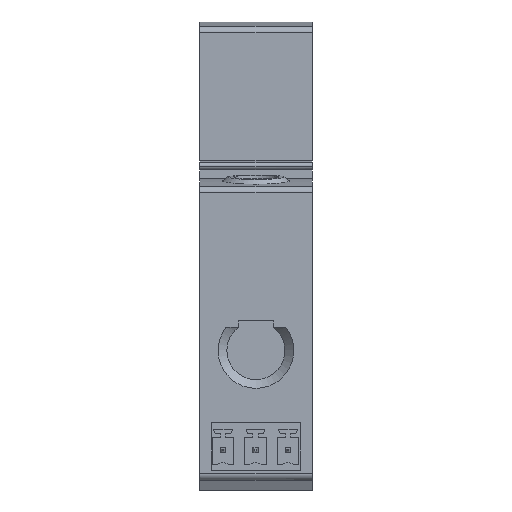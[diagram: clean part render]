
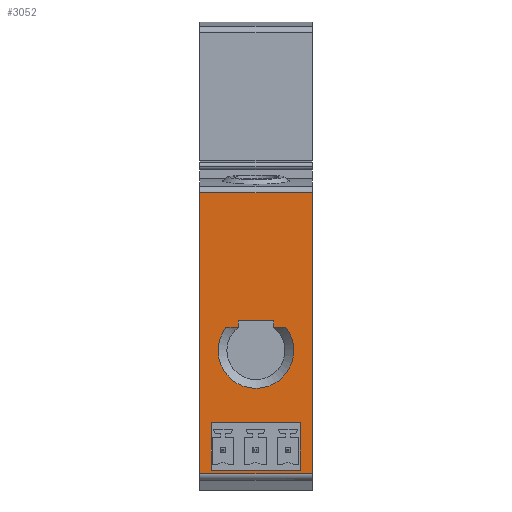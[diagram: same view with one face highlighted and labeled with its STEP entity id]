
A CAD part, front view. The second image highlights one B-rep face of the part: STEP entity #3052.
In plain terms, the highlighted planar face has unit normal (0, -1, 0).
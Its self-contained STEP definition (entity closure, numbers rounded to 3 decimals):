
#343=CARTESIAN_POINT('',(8.95,-41.4,-16.761));
#345=DIRECTION('',(0.,0.,1.));
#346=VECTOR('',#345,44.561);
#347=CARTESIAN_POINT('',(8.95,-41.4,-16.761));
#348=LINE('',#347,#346);
#414=DIRECTION('',(0.,0.,-1.));
#415=VECTOR('',#414,44.561);
#416=CARTESIAN_POINT('',(-8.925,-41.4,27.8));
#417=LINE('',#416,#415);
#527=DIRECTION('',(1.,0.,0.));
#528=VECTOR('',#527,17.875);
#529=CARTESIAN_POINT('',(-8.925,-41.4,27.8));
#530=LINE('',#529,#528);
#531=DIRECTION('',(-1.,0.,0.));
#532=VECTOR('',#531,1.962);
#533=CARTESIAN_POINT('',(-2.8,-41.4,6.45));
#534=LINE('',#533,#532);
#535=CARTESIAN_POINT('',(0.,-41.4,2.8));
#536=DIRECTION('',(0.,-1.,0.));
#537=DIRECTION('',(-0.794,0.,0.608));
#538=AXIS2_PLACEMENT_3D('',#535,#536,#537);
#540=CARTESIAN_POINT('',(0.,-41.4,2.8));
#541=DIRECTION('',(0.,-1.,0.));
#542=DIRECTION('',(-1.,0.,0.));
#543=AXIS2_PLACEMENT_3D('',#540,#541,#542);
#545=CARTESIAN_POINT('',(0.,-41.4,2.8));
#546=DIRECTION('',(0.,-1.,0.));
#547=DIRECTION('',(1.,0.,0.));
#548=AXIS2_PLACEMENT_3D('',#545,#546,#547);
#550=DIRECTION('',(-1.,0.,0.));
#551=VECTOR('',#550,1.962);
#552=CARTESIAN_POINT('',(4.762,-41.4,6.45));
#553=LINE('',#552,#551);
#558=DIRECTION('',(1.,0.,0.));
#559=VECTOR('',#558,17.875);
#560=CARTESIAN_POINT('',(-8.925,-41.4,-16.761));
#561=LINE('',#560,#559);
#1163=DIRECTION('',(1.,0.,0.));
#1164=VECTOR('',#1163,5.6);
#1165=CARTESIAN_POINT('',(-2.8,-41.4,7.5));
#1166=LINE('',#1165,#1164);
#1171=DIRECTION('',(0.,0.,-1.));
#1172=VECTOR('',#1171,1.05);
#1173=CARTESIAN_POINT('',(2.8,-41.4,7.5));
#1174=LINE('',#1173,#1172);
#1220=DIRECTION('',(0.,0.,1.));
#1221=VECTOR('',#1220,1.05);
#1222=CARTESIAN_POINT('',(-2.8,-41.4,6.45));
#1223=LINE('',#1222,#1221);
#1255=DIRECTION('',(-1.,0.,0.));
#1256=VECTOR('',#1255,14.11);
#1257=CARTESIAN_POINT('',(7.06,-41.4,
-16.174));
#1258=LINE('',#1257,#1256);
#1263=DIRECTION('',(0.,0.,1.));
#1264=VECTOR('',#1263,7.548);
#1265=CARTESIAN_POINT('',(-7.05,-41.4,-16.174));
#1266=LINE('',#1265,#1264);
#1271=DIRECTION('',(1.,0.,0.));
#1272=VECTOR('',#1271,14.11);
#1273=CARTESIAN_POINT('',(-7.05,-41.4,-8.626));
#1274=LINE('',#1273,#1272);
#1279=DIRECTION('',(0.,0.,-1.));
#1280=VECTOR('',#1279,7.548);
#1281=CARTESIAN_POINT('',(7.06,-41.4,
-8.626));
#1282=LINE('',#1281,#1280);
#2317=VERTEX_POINT('',#343);
#2318=CARTESIAN_POINT('',(8.95,-41.4,27.8));
#2319=VERTEX_POINT('',#2318);
#2324=CARTESIAN_POINT('',(-8.925,-41.4,27.8));
#2325=VERTEX_POINT('',#2324);
#2326=CARTESIAN_POINT('',(-8.925,-41.4,-16.761));
#2327=VERTEX_POINT('',#2326);
#2393=CARTESIAN_POINT('',(-2.8,-41.4,7.5));
#2394=CARTESIAN_POINT('',(2.8,-41.4,7.5));
#2395=VERTEX_POINT('',#2393);
#2396=VERTEX_POINT('',#2394);
#2397=CARTESIAN_POINT('',(-2.8,-41.4,6.45));
#2398=VERTEX_POINT('',#2397);
#2399=CARTESIAN_POINT('',(-4.762,-41.4,
6.45));
#2400=VERTEX_POINT('',#2399);
#2401=CARTESIAN_POINT('',(6.,-41.4,2.8));
#2402=CARTESIAN_POINT('',(4.762,-41.4,6.45));
#2403=VERTEX_POINT('',#2401);
#2404=VERTEX_POINT('',#2402);
#2405=CARTESIAN_POINT('',(-6.,-41.4,
2.8));
#2406=VERTEX_POINT('',#2405);
#2407=CARTESIAN_POINT('',(2.8,-41.4,6.45));
#2408=VERTEX_POINT('',#2407);
#2409=CARTESIAN_POINT('',(7.06,-41.4,
-16.174));
#2410=CARTESIAN_POINT('',(-7.05,-41.4,-16.174));
#2411=VERTEX_POINT('',#2409);
#2412=VERTEX_POINT('',#2410);
#2413=CARTESIAN_POINT('',(7.06,-41.4,
-8.626));
#2414=VERTEX_POINT('',#2413);
#2415=CARTESIAN_POINT('',(-7.05,-41.4,-8.626));
#2416=VERTEX_POINT('',#2415);
#3012=CARTESIAN_POINT('',(8.95,-41.4,27.8));
#3013=DIRECTION('',(0.,-1.,0.));
#3014=DIRECTION('',(0.,0.,-1.));
#3015=AXIS2_PLACEMENT_3D('',#3012,#3013,#3014);
#3016=PLANE('',#3015);
#3017=ORIENTED_EDGE('',*,*,#2884,.F.);
#3019=ORIENTED_EDGE('',*,*,#3018,.F.);
#3020=ORIENTED_EDGE('',*,*,#2920,.F.);
#3021=ORIENTED_EDGE('',*,*,#3005,.T.);
#3022=EDGE_LOOP('',(#3017,#3019,#3020,#3021));
#3023=FACE_OUTER_BOUND('',#3022,.F.);
#3025=ORIENTED_EDGE('',*,*,#3024,.F.);
#3027=ORIENTED_EDGE('',*,*,#3026,.F.);
#3029=ORIENTED_EDGE('',*,*,#3028,.T.);
#3031=ORIENTED_EDGE('',*,*,#3030,.T.);
#3033=ORIENTED_EDGE('',*,*,#3032,.T.);
#3035=ORIENTED_EDGE('',*,*,#3034,.T.);
#3037=ORIENTED_EDGE('',*,*,#3036,.T.);
#3039=ORIENTED_EDGE('',*,*,#3038,.F.);
#3040=EDGE_LOOP('',(#3025,#3027,#3029,#3031,#3033,#3035,#3037,#3039));
#3041=FACE_BOUND('',#3040,.F.);
#3043=ORIENTED_EDGE('',*,*,#3042,.F.);
#3045=ORIENTED_EDGE('',*,*,#3044,.F.);
#3047=ORIENTED_EDGE('',*,*,#3046,.F.);
#3049=ORIENTED_EDGE('',*,*,#3048,.F.);
#3050=EDGE_LOOP('',(#3043,#3045,#3047,#3049));
#3051=FACE_BOUND('',#3050,.F.);
#3052=ADVANCED_FACE('',(#3023,#3041,#3051),#3016,.T.);
#539=CIRCLE('',#538,6.);
#544=CIRCLE('',#543,6.);
#549=CIRCLE('',#548,6.);
#2884=EDGE_CURVE('',#2317,#2319,#348,.T.);
#2920=EDGE_CURVE('',#2325,#2327,#417,.T.);
#3005=EDGE_CURVE('',#2325,#2319,#530,.T.);
#3018=EDGE_CURVE('',#2327,#2317,#561,.T.);
#3024=EDGE_CURVE('',#2395,#2396,#1166,.T.);
#3026=EDGE_CURVE('',#2398,#2395,#1223,.T.);
#3028=EDGE_CURVE('',#2398,#2400,#534,.T.);
#3030=EDGE_CURVE('',#2400,#2406,#539,.T.);
#3032=EDGE_CURVE('',#2406,#2403,#544,.T.);
#3034=EDGE_CURVE('',#2403,#2404,#549,.T.);
#3036=EDGE_CURVE('',#2404,#2408,#553,.T.);
#3038=EDGE_CURVE('',#2396,#2408,#1174,.T.);
#3042=EDGE_CURVE('',#2411,#2412,#1258,.T.);
#3044=EDGE_CURVE('',#2414,#2411,#1282,.T.);
#3046=EDGE_CURVE('',#2416,#2414,#1274,.T.);
#3048=EDGE_CURVE('',#2412,#2416,#1266,.T.);
